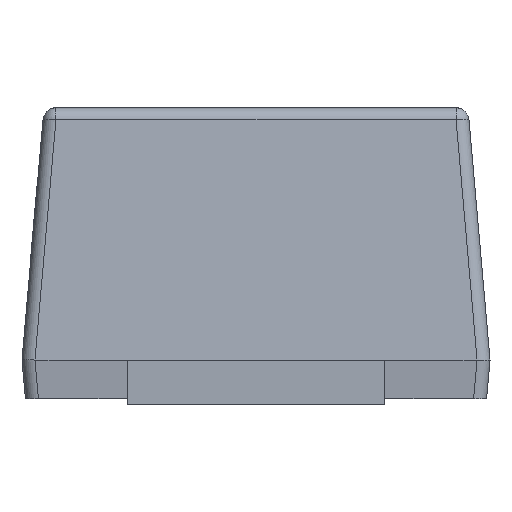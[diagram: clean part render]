
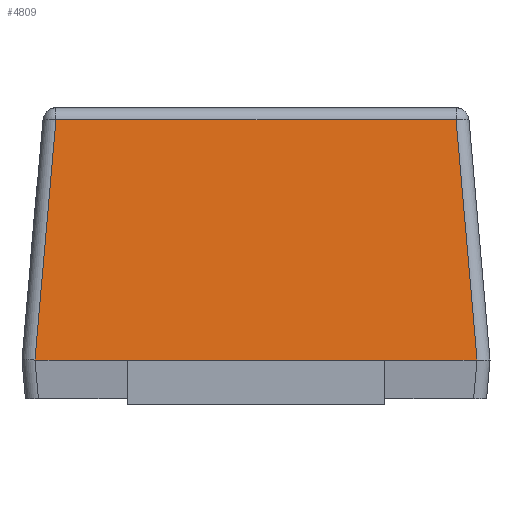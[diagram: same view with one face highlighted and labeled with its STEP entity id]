
A CAD part, left-side view. The second image highlights one B-rep face of the part: STEP entity #4809.
In plain terms, the highlighted planar face has unit normal (-0.996, 0, 0.087).
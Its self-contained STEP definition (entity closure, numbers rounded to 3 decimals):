
#376=FACE_OUTER_BOUND('',#649,.T.);
#649=EDGE_LOOP('',(#3224,#3225,#3226,#3227,#3228,#3229));
#1017=LINE('',#6953,#1494);
#1024=LINE('',#6966,#1501);
#1032=LINE('',#6981,#1509);
#1033=LINE('',#6982,#1510);
#1034=LINE('',#6983,#1511);
#1035=LINE('',#6984,#1512);
#1494=VECTOR('',#5545,1.);
#1501=VECTOR('',#5556,1.);
#1509=VECTOR('',#5570,1.);
#1510=VECTOR('',#5571,1.);
#1511=VECTOR('',#5572,1.);
#1512=VECTOR('',#5573,1.);
#2051=VERTEX_POINT('',#6951);
#2052=VERTEX_POINT('',#6952);
#2055=VERTEX_POINT('',#6963);
#2056=VERTEX_POINT('',#6965);
#2059=VERTEX_POINT('',#6979);
#2060=VERTEX_POINT('',#6980);
#2507=EDGE_CURVE('',#2051,#2052,#1017,.T.);
#2514=EDGE_CURVE('',#2056,#2055,#1024,.T.);
#2522=EDGE_CURVE('',#2059,#2060,#1032,.T.);
#2523=EDGE_CURVE('',#2060,#2051,#1033,.T.);
#2524=EDGE_CURVE('',#2052,#2056,#1034,.T.);
#2525=EDGE_CURVE('',#2055,#2059,#1035,.T.);
#3224=ORIENTED_EDGE('',*,*,#2522,.T.);
#3225=ORIENTED_EDGE('',*,*,#2523,.T.);
#3226=ORIENTED_EDGE('',*,*,#2507,.T.);
#3227=ORIENTED_EDGE('',*,*,#2524,.T.);
#3228=ORIENTED_EDGE('',*,*,#2514,.T.);
#3229=ORIENTED_EDGE('',*,*,#2525,.T.);
#4402=PLANE('',#5121);
#4809=ADVANCED_FACE('',(#376),#4402,.T.);
#5121=AXIS2_PLACEMENT_3D('',#6978,#5568,#5569);
#5545=DIRECTION('',(0.,-1.,0.));
#5556=DIRECTION('',(0.,-1.,0.));
#5568=DIRECTION('center_axis',(-0.996,0.,
0.087));
#5569=DIRECTION('ref_axis',(0.087,0.,0.996));
#5570=DIRECTION('',(0.,1.,0.));
#5571=DIRECTION('',(-0.087,0.087,-0.992));
#5572=DIRECTION('',(0.,-1.,0.));
#5573=DIRECTION('',(0.087,0.087,0.992));
#6951=CARTESIAN_POINT('',(-1.4,0.85,0.17));
#6952=CARTESIAN_POINT('',(-1.4,0.495,0.17));
#6953=CARTESIAN_POINT('',(-1.4,0.9,0.17));
#6963=CARTESIAN_POINT('',(-1.4,-0.85,0.17));
#6965=CARTESIAN_POINT('',(-1.4,-0.495,0.17));
#6966=CARTESIAN_POINT('',(-1.4,0.9,0.17));
#6978=CARTESIAN_POINT('Origin',(-1.4,0.9,0.17));
#6979=CARTESIAN_POINT('',(-1.319,-0.769,1.094));
#6980=CARTESIAN_POINT('',(-1.319,0.769,1.094));
#6981=CARTESIAN_POINT('',(-1.319,0.815,1.094));
#6982=CARTESIAN_POINT('',(-1.4,0.851,0.166));
#6983=CARTESIAN_POINT('',(-1.4,0.9,0.17));
#6984=CARTESIAN_POINT('',(-1.387,-0.837,0.321));
